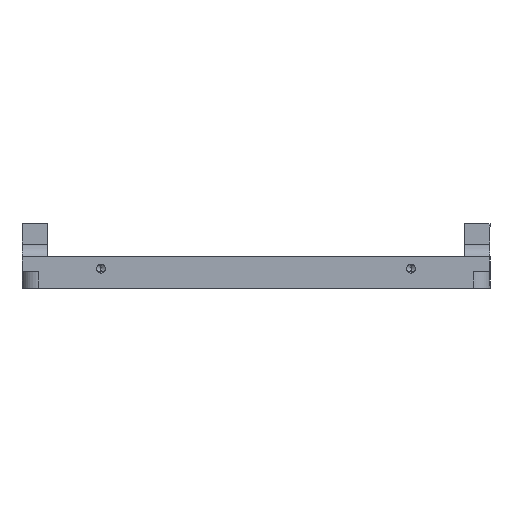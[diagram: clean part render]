
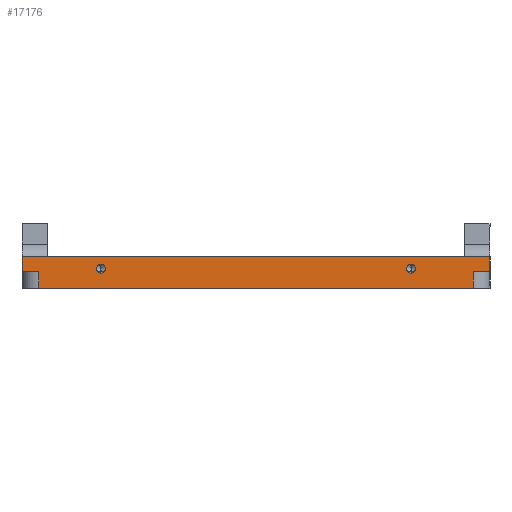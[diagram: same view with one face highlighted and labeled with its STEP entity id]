
A CAD part, front view. The second image highlights one B-rep face of the part: STEP entity #17176.
In plain terms, the highlighted planar face has unit normal (0, -1, 0).
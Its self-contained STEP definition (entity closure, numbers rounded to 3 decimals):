
#9 = VERTEX_POINT ( 'NONE', #600 ) ;
#600 = CARTESIAN_POINT ( 'NONE',  ( -38.5, -107., -3. ) ) ;
#793 = ORIENTED_EDGE ( 'NONE', *, *, #11539, .F. ) ;
#1131 = ORIENTED_EDGE ( 'NONE', *, *, #15035, .F. ) ;
#1660 = EDGE_LOOP ( 'NONE', ( #17362, #1131 ) ) ;
#1710 = CARTESIAN_POINT ( 'NONE',  ( 0., -107., 0. ) ) ;
#1941 = CARTESIAN_POINT ( 'NONE',  ( 27.5, -107., 0.5 ) ) ;
#2129 = CARTESIAN_POINT ( 'NONE',  ( -41.5, -107., 0. ) ) ;
#2244 = CARTESIAN_POINT ( 'NONE',  ( 27.5, -107., 1.3 ) ) ;
#2768 = DIRECTION ( 'NONE',  ( 0., -1., 0. ) ) ;
#2818 = DIRECTION ( 'NONE',  ( 0., 0., 1. ) ) ;
#3213 = DIRECTION ( 'NONE',  ( 0., -1., 0. ) ) ;
#3268 = AXIS2_PLACEMENT_3D ( 'NONE', #4497, #2768, #10647 ) ;
#3714 = CARTESIAN_POINT ( 'NONE',  ( 38.5, -107., 0. ) ) ;
#4025 = DIRECTION ( 'NONE',  ( -1., 0., 0. ) ) ;
#4143 = DIRECTION ( 'NONE',  ( -1., 0., 0. ) ) ;
#4243 = VERTEX_POINT ( 'NONE', #25213 ) ;
#4497 = CARTESIAN_POINT ( 'NONE',  ( 27.5, -107., 0.5 ) ) ;
#4695 = EDGE_CURVE ( 'NONE', #14941, #14302, #10735, .T. ) ;
#4728 = ORIENTED_EDGE ( 'NONE', *, *, #13720, .T. ) ;
#5414 = ORIENTED_EDGE ( 'NONE', *, *, #8918, .F. ) ;
#5431 = VECTOR ( 'NONE', #15580, 1000. ) ;
#5705 = DIRECTION ( 'NONE',  ( 0., -1., 0. ) ) ;
#5809 = ORIENTED_EDGE ( 'NONE', *, *, #9752, .F. ) ;
#5836 = FACE_BOUND ( 'NONE', #1660, .T. ) ;
#5980 = CARTESIAN_POINT ( 'NONE',  ( 41.5, -107., 2.6 ) ) ;
#6137 = PLANE ( 'NONE',  #10951 ) ;
#6430 = CARTESIAN_POINT ( 'NONE',  ( 41.5, -107., 2.6 ) ) ;
#7307 = DIRECTION ( 'NONE',  ( 0., 0., -1. ) ) ;
#8038 = FACE_OUTER_BOUND ( 'NONE', #10883, .T. ) ;
#8305 = LINE ( 'NONE', #12162, #21522 ) ;
#8478 = LINE ( 'NONE', #25050, #23255 ) ;
#8519 = VECTOR ( 'NONE', #9209, 1000. ) ;
#8574 = VERTEX_POINT ( 'NONE', #10593 ) ;
#8620 = EDGE_CURVE ( 'NONE', #4243, #10747, #16107, .T. ) ;
#8918 = EDGE_CURVE ( 'NONE', #19662, #19289, #18602, .T. ) ;
#9209 = DIRECTION ( 'NONE',  ( -1., 0., 0. ) ) ;
#9638 = CIRCLE ( 'NONE', #15762, 0.8 ) ;
#9752 = EDGE_CURVE ( 'NONE', #10258, #20770, #9638, .T. ) ;
#10065 = CARTESIAN_POINT ( 'NONE',  ( -27.5, -107., 0.5 ) ) ;
#10258 = VERTEX_POINT ( 'NONE', #2244 ) ;
#10593 = CARTESIAN_POINT ( 'NONE',  ( -41.5, -107., 2.6 ) ) ;
#10647 = DIRECTION ( 'NONE',  ( 0., 0., -1. ) ) ;
#10735 = LINE ( 'NONE', #25882, #14168 ) ;
#10747 = VERTEX_POINT ( 'NONE', #23582 ) ;
#10883 = EDGE_LOOP ( 'NONE', ( #22912, #5414, #18490, #4728, #20241, #14596, #793, #11181 ) ) ;
#10951 = AXIS2_PLACEMENT_3D ( 'NONE', #21997, #20169, #20023 ) ;
#10954 = EDGE_CURVE ( 'NONE', #19662, #8574, #8305, .T. ) ;
#11181 = ORIENTED_EDGE ( 'NONE', *, *, #4695, .T. ) ;
#11514 = LINE ( 'NONE', #13374, #18385 ) ;
#11539 = EDGE_CURVE ( 'NONE', #14941, #9, #14206, .T. ) ;
#11877 = DIRECTION ( 'NONE',  ( 0., 0., -1. ) ) ;
#12016 = VECTOR ( 'NONE', #13823, 1000. ) ;
#12122 = EDGE_CURVE ( 'NONE', #19289, #14302, #16370, .T. ) ;
#12162 = CARTESIAN_POINT ( 'NONE',  ( 0., -107., 2.6 ) ) ;
#12857 = CARTESIAN_POINT ( 'NONE',  ( 41.5, -107., 0. ) ) ;
#13374 = CARTESIAN_POINT ( 'NONE',  ( -41.5, -107., 2.6 ) ) ;
#13695 = VECTOR ( 'NONE', #4025, 1000. ) ;
#13720 = EDGE_CURVE ( 'NONE', #8574, #25932, #11514, .T. ) ;
#13823 = DIRECTION ( 'NONE',  ( 0., 0., -1. ) ) ;
#14168 = VECTOR ( 'NONE', #23601, 1000. ) ;
#14206 = LINE ( 'NONE', #21622, #5431 ) ;
#14302 = VERTEX_POINT ( 'NONE', #3714 ) ;
#14596 = ORIENTED_EDGE ( 'NONE', *, *, #20411, .F. ) ;
#14890 = CARTESIAN_POINT ( 'NONE',  ( -27.5, -107., 0.5 ) ) ;
#14941 = VERTEX_POINT ( 'NONE', #23620 ) ;
#15035 = EDGE_CURVE ( 'NONE', #10747, #4243, #16137, .T. ) ;
#15580 = DIRECTION ( 'NONE',  ( -1., 0., 0. ) ) ;
#15762 = AXIS2_PLACEMENT_3D ( 'NONE', #1941, #5705, #26010 ) ;
#16021 = ORIENTED_EDGE ( 'NONE', *, *, #25303, .F. ) ;
#16107 = CIRCLE ( 'NONE', #16411, 0.8 ) ;
#16137 = CIRCLE ( 'NONE', #18793, 0.8 ) ;
#16161 = VERTEX_POINT ( 'NONE', #24849 ) ;
#16370 = LINE ( 'NONE', #21315, #8519 ) ;
#16411 = AXIS2_PLACEMENT_3D ( 'NONE', #14890, #3213, #19040 ) ;
#17062 = EDGE_CURVE ( 'NONE', #16161, #25932, #24364, .T. ) ;
#17176 = ADVANCED_FACE ( 'NONE', ( #5836, #24050, #8038 ), #6137, .T. ) ;
#17362 = ORIENTED_EDGE ( 'NONE', *, *, #8620, .F. ) ;
#18385 = VECTOR ( 'NONE', #7307, 1000. ) ;
#18490 = ORIENTED_EDGE ( 'NONE', *, *, #10954, .T. ) ;
#18576 = CIRCLE ( 'NONE', #3268, 0.8 ) ;
#18602 = LINE ( 'NONE', #5980, #12016 ) ;
#18793 = AXIS2_PLACEMENT_3D ( 'NONE', #10065, #23866, #11877 ) ;
#19040 = DIRECTION ( 'NONE',  ( 0., 0., -1. ) ) ;
#19289 = VERTEX_POINT ( 'NONE', #12857 ) ;
#19662 = VERTEX_POINT ( 'NONE', #6430 ) ;
#20023 = DIRECTION ( 'NONE',  ( 1., 0., 0. ) ) ;
#20169 = DIRECTION ( 'NONE',  ( 0., -1., 0. ) ) ;
#20241 = ORIENTED_EDGE ( 'NONE', *, *, #17062, .F. ) ;
#20411 = EDGE_CURVE ( 'NONE', #9, #16161, #8478, .T. ) ;
#20770 = VERTEX_POINT ( 'NONE', #21963 ) ;
#21315 = CARTESIAN_POINT ( 'NONE',  ( 0., -107., 0. ) ) ;
#21522 = VECTOR ( 'NONE', #4143, 1000. ) ;
#21531 = EDGE_LOOP ( 'NONE', ( #16021, #5809 ) ) ;
#21622 = CARTESIAN_POINT ( 'NONE',  ( 0., -107., -3. ) ) ;
#21963 = CARTESIAN_POINT ( 'NONE',  ( 27.5, -107., -0.3 ) ) ;
#21997 = CARTESIAN_POINT ( 'NONE',  ( 0., -107., 2.6 ) ) ;
#22912 = ORIENTED_EDGE ( 'NONE', *, *, #12122, .F. ) ;
#23255 = VECTOR ( 'NONE', #2818, 1000. ) ;
#23582 = CARTESIAN_POINT ( 'NONE',  ( -27.5, -107., 1.3 ) ) ;
#23601 = DIRECTION ( 'NONE',  ( 0., 0., 1. ) ) ;
#23620 = CARTESIAN_POINT ( 'NONE',  ( 38.5, -107., -3. ) ) ;
#23866 = DIRECTION ( 'NONE',  ( 0., -1., 0. ) ) ;
#24050 = FACE_BOUND ( 'NONE', #21531, .T. ) ;
#24364 = LINE ( 'NONE', #1710, #13695 ) ;
#24849 = CARTESIAN_POINT ( 'NONE',  ( -38.5, -107., 0. ) ) ;
#25050 = CARTESIAN_POINT ( 'NONE',  ( -38.5, -107., -3. ) ) ;
#25213 = CARTESIAN_POINT ( 'NONE',  ( -27.5, -107., -0.3 ) ) ;
#25303 = EDGE_CURVE ( 'NONE', #20770, #10258, #18576, .T. ) ;
#25882 = CARTESIAN_POINT ( 'NONE',  ( 38.5, -107., -3. ) ) ;
#25932 = VERTEX_POINT ( 'NONE', #2129 ) ;
#26010 = DIRECTION ( 'NONE',  ( 0., 0., -1. ) ) ;
